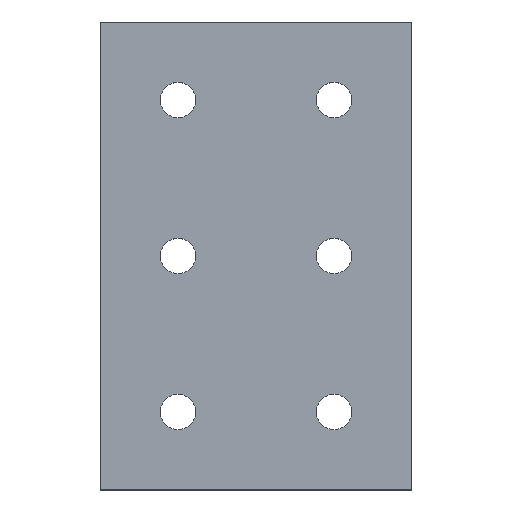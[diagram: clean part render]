
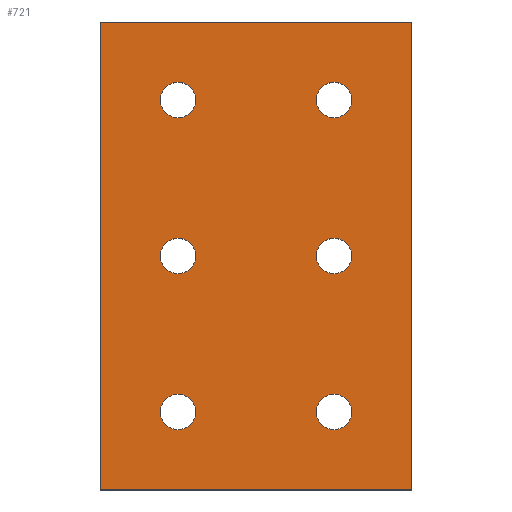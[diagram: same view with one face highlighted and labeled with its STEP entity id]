
A CAD part, top view. The second image highlights one B-rep face of the part: STEP entity #721.
In plain terms, the highlighted planar face has unit normal (0, 0, 1).
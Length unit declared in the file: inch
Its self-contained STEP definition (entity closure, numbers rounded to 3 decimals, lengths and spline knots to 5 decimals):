
#135=CARTESIAN_POINT('',(1.67,3.0,0.25));
#136=VERTEX_POINT('',#135);
#145=CARTESIAN_POINT('',(1.33,3.0,0.25));
#146=VERTEX_POINT('',#145);
#147=CARTESIAN_POINT('',(1.5,3.0,0.25));
#148=DIRECTION('',(0.0,0.0,-1.0));
#149=DIRECTION('',(1.0,0.0,0.0));
#150=AXIS2_PLACEMENT_3D('',#147,#148,#149);
#151=CIRCLE('',#150,0.17);
#152=EDGE_CURVE('',#146,#136,#151,.T.);
#177=CARTESIAN_POINT('',(1.67,1.5,0.25));
#178=VERTEX_POINT('',#177);
#187=CARTESIAN_POINT('',(1.33,1.5,0.25));
#188=VERTEX_POINT('',#187);
#189=CARTESIAN_POINT('',(1.5,1.5,0.25));
#190=DIRECTION('',(0.0,0.0,-1.0));
#191=DIRECTION('',(1.0,0.0,0.0));
#192=AXIS2_PLACEMENT_3D('',#189,#190,#191);
#193=CIRCLE('',#192,0.17);
#194=EDGE_CURVE('',#188,#178,#193,.T.);
#219=CARTESIAN_POINT('',(1.67,0.0,0.25));
#220=VERTEX_POINT('',#219);
#229=CARTESIAN_POINT('',(1.33,0.,0.25));
#230=VERTEX_POINT('',#229);
#231=CARTESIAN_POINT('',(1.5,0.0,0.25));
#232=DIRECTION('',(0.0,0.0,-1.0));
#233=DIRECTION('',(1.0,0.0,0.0));
#234=AXIS2_PLACEMENT_3D('',#231,#232,#233);
#235=CIRCLE('',#234,0.17);
#236=EDGE_CURVE('',#230,#220,#235,.T.);
#261=CARTESIAN_POINT('',(0.17,0.0,0.25));
#262=VERTEX_POINT('',#261);
#271=CARTESIAN_POINT('',(-0.17,0.,0.25));
#272=VERTEX_POINT('',#271);
#273=CARTESIAN_POINT('',(0.0,0.0,0.25));
#274=DIRECTION('',(0.0,0.0,-1.0));
#275=DIRECTION('',(1.0,0.0,0.0));
#276=AXIS2_PLACEMENT_3D('',#273,#274,#275);
#277=CIRCLE('',#276,0.17);
#278=EDGE_CURVE('',#272,#262,#277,.T.);
#303=CARTESIAN_POINT('',(0.17,1.5,0.25));
#304=VERTEX_POINT('',#303);
#313=CARTESIAN_POINT('',(-0.17,1.5,0.25));
#314=VERTEX_POINT('',#313);
#315=CARTESIAN_POINT('',(0.0,1.5,0.25));
#316=DIRECTION('',(0.0,0.0,-1.0));
#317=DIRECTION('',(1.0,0.0,0.0));
#318=AXIS2_PLACEMENT_3D('',#315,#316,#317);
#319=CIRCLE('',#318,0.17);
#320=EDGE_CURVE('',#314,#304,#319,.T.);
#345=CARTESIAN_POINT('',(0.17,3.0,0.25));
#346=VERTEX_POINT('',#345);
#355=CARTESIAN_POINT('',(-0.17,3.0,0.25));
#356=VERTEX_POINT('',#355);
#357=CARTESIAN_POINT('',(0.0,3.0,0.25));
#358=DIRECTION('',(0.0,0.0,-1.0));
#359=DIRECTION('',(1.0,0.0,0.0));
#360=AXIS2_PLACEMENT_3D('',#357,#358,#359);
#361=CIRCLE('',#360,0.17);
#362=EDGE_CURVE('',#356,#346,#361,.T.);
#396=CARTESIAN_POINT('',(0.0,3.0,0.25));
#397=DIRECTION('',(0.0,0.0,-1.0));
#398=DIRECTION('',(1.0,0.0,0.0));
#399=AXIS2_PLACEMENT_3D('',#396,#397,#398);
#400=CIRCLE('',#399,0.17);
#401=EDGE_CURVE('',#346,#356,#400,.T.);
#420=CARTESIAN_POINT('',(0.0,1.5,0.25));
#421=DIRECTION('',(0.0,0.0,-1.0));
#422=DIRECTION('',(1.0,0.0,0.0));
#423=AXIS2_PLACEMENT_3D('',#420,#421,#422);
#424=CIRCLE('',#423,0.17);
#425=EDGE_CURVE('',#304,#314,#424,.T.);
#444=CARTESIAN_POINT('',(0.0,0.0,0.25));
#445=DIRECTION('',(0.0,0.0,-1.0));
#446=DIRECTION('',(1.0,0.0,0.0));
#447=AXIS2_PLACEMENT_3D('',#444,#445,#446);
#448=CIRCLE('',#447,0.17);
#449=EDGE_CURVE('',#262,#272,#448,.T.);
#468=CARTESIAN_POINT('',(1.5,0.0,0.25));
#469=DIRECTION('',(0.0,0.0,-1.0));
#470=DIRECTION('',(1.0,0.0,0.0));
#471=AXIS2_PLACEMENT_3D('',#468,#469,#470);
#472=CIRCLE('',#471,0.17);
#473=EDGE_CURVE('',#220,#230,#472,.T.);
#492=CARTESIAN_POINT('',(1.5,1.5,0.25));
#493=DIRECTION('',(0.0,0.0,-1.0));
#494=DIRECTION('',(1.0,0.0,0.0));
#495=AXIS2_PLACEMENT_3D('',#492,#493,#494);
#496=CIRCLE('',#495,0.17);
#497=EDGE_CURVE('',#178,#188,#496,.T.);
#516=CARTESIAN_POINT('',(1.5,3.0,0.25));
#517=DIRECTION('',(0.0,0.0,-1.0));
#518=DIRECTION('',(1.0,0.0,0.0));
#519=AXIS2_PLACEMENT_3D('',#516,#517,#518);
#520=CIRCLE('',#519,0.17);
#521=EDGE_CURVE('',#136,#146,#520,.T.);
#531=CARTESIAN_POINT('',(-0.75,-0.75,0.25));
#532=VERTEX_POINT('',#531);
#533=CARTESIAN_POINT('',(-0.75,3.75,0.25));
#534=VERTEX_POINT('',#533);
#535=CARTESIAN_POINT('',(-0.75,-0.75,0.25));
#536=DIRECTION('',(0.0,1.0,0.0));
#537=VECTOR('',#536,4.5);
#538=LINE('',#535,#537);
#539=EDGE_CURVE('',#532,#534,#538,.T.);
#571=CARTESIAN_POINT('',(2.25,3.75,0.25));
#572=VERTEX_POINT('',#571);
#573=CARTESIAN_POINT('',(-0.75,3.75,0.25));
#574=DIRECTION('',(1.0,0.0,0.0));
#575=VECTOR('',#574,3.0);
#576=LINE('',#573,#575);
#577=EDGE_CURVE('',#534,#572,#576,.T.);
#602=CARTESIAN_POINT('',(2.25,-0.75,0.25));
#603=VERTEX_POINT('',#602);
#604=CARTESIAN_POINT('',(2.25,3.75,0.25));
#605=DIRECTION('',(0.0,-1.0,0.0));
#606=VECTOR('',#605,4.5);
#607=LINE('',#604,#606);
#608=EDGE_CURVE('',#572,#603,#607,.T.);
#633=CARTESIAN_POINT('',(2.25,-0.75,0.25));
#634=DIRECTION('',(-1.0,0.0,0.0));
#635=VECTOR('',#634,3.0);
#636=LINE('',#633,#635);
#637=EDGE_CURVE('',#603,#532,#636,.T.);
#686=CARTESIAN_POINT('',(-0.75,-0.75,0.25));
#687=DIRECTION('',(0.0,0.0,-1.0));
#688=DIRECTION('',(-1.0,0.0,0.0));
#689=AXIS2_PLACEMENT_3D('',#686,#687,#688);
#690=PLANE('',#689);
#691=ORIENTED_EDGE('',*,*,#539,.F.);
#692=ORIENTED_EDGE('',*,*,#637,.F.);
#693=ORIENTED_EDGE('',*,*,#608,.F.);
#694=ORIENTED_EDGE('',*,*,#577,.F.);
#695=EDGE_LOOP('',(#691,#692,#693,#694));
#696=FACE_OUTER_BOUND('',#695,.T.);
#697=ORIENTED_EDGE('',*,*,#401,.T.);
#698=ORIENTED_EDGE('',*,*,#362,.T.);
#699=EDGE_LOOP('',(#697,#698));
#700=FACE_BOUND('',#699,.T.);
#701=ORIENTED_EDGE('',*,*,#425,.T.);
#702=ORIENTED_EDGE('',*,*,#320,.T.);
#703=EDGE_LOOP('',(#701,#702));
#704=FACE_BOUND('',#703,.T.);
#705=ORIENTED_EDGE('',*,*,#449,.T.);
#706=ORIENTED_EDGE('',*,*,#278,.T.);
#707=EDGE_LOOP('',(#705,#706));
#708=FACE_BOUND('',#707,.T.);
#709=ORIENTED_EDGE('',*,*,#473,.T.);
#710=ORIENTED_EDGE('',*,*,#236,.T.);
#711=EDGE_LOOP('',(#709,#710));
#712=FACE_BOUND('',#711,.T.);
#713=ORIENTED_EDGE('',*,*,#497,.T.);
#714=ORIENTED_EDGE('',*,*,#194,.T.);
#715=EDGE_LOOP('',(#713,#714));
#716=FACE_BOUND('',#715,.T.);
#717=ORIENTED_EDGE('',*,*,#521,.T.);
#718=ORIENTED_EDGE('',*,*,#152,.T.);
#719=EDGE_LOOP('',(#717,#718));
#720=FACE_BOUND('',#719,.T.);
#721=ADVANCED_FACE('',(#696,#700,#704,#708,#712,#716,#720),#690,.F.);
